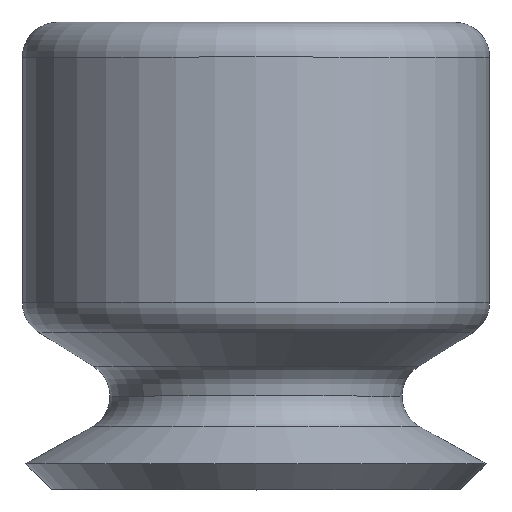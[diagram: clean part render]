
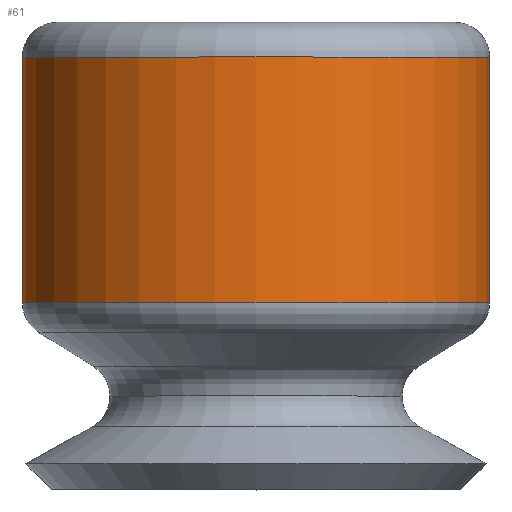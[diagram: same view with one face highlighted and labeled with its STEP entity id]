
A CAD part, top view. The second image highlights one B-rep face of the part: STEP entity #61.
In plain terms, the highlighted cylindrical face has radius 2 mm (diameter 4 mm), a partial arc.
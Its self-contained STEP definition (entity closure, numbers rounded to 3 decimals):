
#61=ADVANCED_FACE('',(#146),#147,.T.);
#146=FACE_OUTER_BOUND('',#255,.T.);
#147=CYLINDRICAL_SURFACE('',#256,2.0);
#255=EDGE_LOOP('',(#368,#369,#370,#371));
#256=AXIS2_PLACEMENT_3D('',#372,#373,#374);
#368=ORIENTED_EDGE('',*,*,#624,.T.);
#369=ORIENTED_EDGE('',*,*,#625,.T.);
#370=ORIENTED_EDGE('',*,*,#626,.F.);
#371=ORIENTED_EDGE('',*,*,#627,.F.);
#372=CARTESIAN_POINT('',(0.0,0.0,0.0));
#373=DIRECTION('',(0.,1.0,0.0));
#374=DIRECTION('',(-1.0,0.,0.0));
#624=EDGE_CURVE('',#727,#728,#729,.T.);
#625=EDGE_CURVE('',#728,#730,#731,.T.);
#626=EDGE_CURVE('',#732,#730,#733,.T.);
#627=EDGE_CURVE('',#727,#732,#734,.T.);
#727=VERTEX_POINT('',#862);
#728=VERTEX_POINT('',#863);
#729=CIRCLE('',#864,2.0);
#730=VERTEX_POINT('',#865);
#731=LINE('',#866,#867);
#732=VERTEX_POINT('',#868);
#733=CIRCLE('',#869,2.0);
#734=LINE('',#870,#871);
#862=CARTESIAN_POINT('',(-2.0,-2.4,0.0));
#863=CARTESIAN_POINT('',(2.0,-2.4,0.));
#864=AXIS2_PLACEMENT_3D('',#1018,#1019,#1020);
#865=CARTESIAN_POINT('',(2.0,-0.3,0.));
#866=CARTESIAN_POINT('',(2.0,0.,0.));
#867=VECTOR('',#1021,1000.0);
#868=CARTESIAN_POINT('',(-2.0,-0.3,0.0));
#869=AXIS2_PLACEMENT_3D('',#1022,#1023,#1024);
#870=CARTESIAN_POINT('',(-2.0,0.,0.0));
#871=VECTOR('',#1025,1000.0);
#1018=CARTESIAN_POINT('',(0.,-2.4,0.0));
#1019=DIRECTION('',(0.,1.0,0.0));
#1020=DIRECTION('',(-1.0,0.,0.0));
#1021=DIRECTION('',(0.,1.0,0.0));
#1022=CARTESIAN_POINT('',(0.,-0.3,0.0));
#1023=DIRECTION('',(0.,1.0,0.0));
#1024=DIRECTION('',(-1.0,0.,0.0));
#1025=DIRECTION('',(0.,1.0,0.0));
